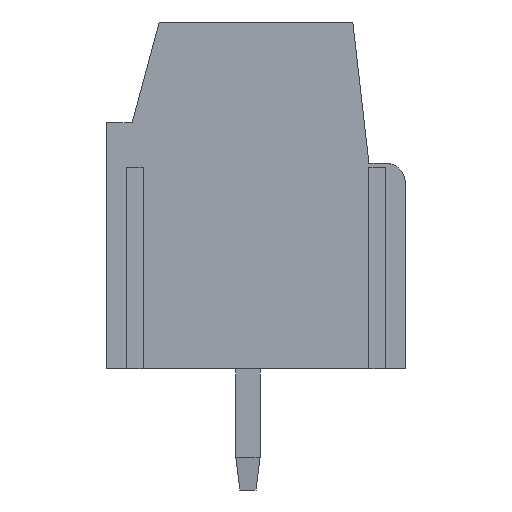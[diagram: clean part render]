
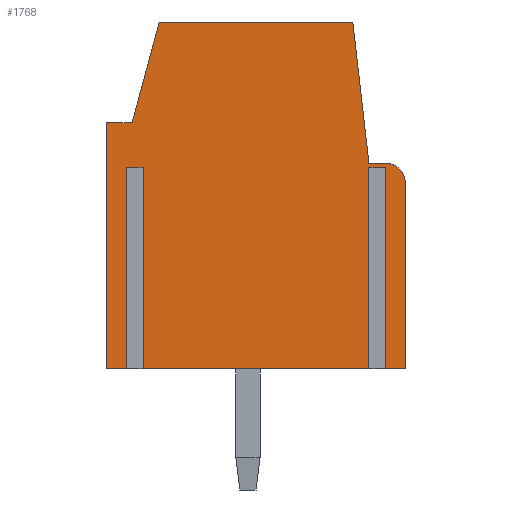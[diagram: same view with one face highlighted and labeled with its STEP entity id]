
A CAD part, left-side view. The second image highlights one B-rep face of the part: STEP entity #1768.
In plain terms, the highlighted planar face has unit normal (-1, 0, 0).
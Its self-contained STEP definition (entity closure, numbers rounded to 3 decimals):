
#422 = AXIS2_PLACEMENT_3D ( 'NONE', #4731, #5119, #16831 ) ;
#461 = DIRECTION ( 'NONE',  ( 0., 0., -1. ) ) ;
#492 = CARTESIAN_POINT ( 'NONE',  ( -8.75, 3.07, 6.1 ) ) ;
#769 = LINE ( 'NONE', #11099, #15222 ) ;
#770 = DIRECTION ( 'NONE',  ( 0., 1., 0. ) ) ;
#804 = CARTESIAN_POINT ( 'NONE',  ( -8.75, 2.4, 8.6 ) ) ;
#891 = ORIENTED_EDGE ( 'NONE', *, *, #4180, .T. ) ;
#1008 = ORIENTED_EDGE ( 'NONE', *, *, #11614, .F. ) ;
#1098 = CARTESIAN_POINT ( 'NONE',  ( -8.75, -3.2, 5. ) ) ;
#1594 = CARTESIAN_POINT ( 'NONE',  ( -8.75, -2.8, 0. ) ) ;
#1755 = DIRECTION ( 'NONE',  ( 0., 0.114, 0.994 ) ) ;
#1768 = ADVANCED_FACE ( 'NONE', ( #14262 ), #15699, .F. ) ;
#1907 = DIRECTION ( 'NONE',  ( 0., 0., -1. ) ) ;
#2040 = VERTEX_POINT ( 'NONE', #15787 ) ;
#2089 = VECTOR ( 'NONE', #1907, 1000. ) ;
#2095 = VECTOR ( 'NONE', #11281, 1000. ) ;
#2285 = CARTESIAN_POINT ( 'NONE',  ( -8.75, -2.8, 5. ) ) ;
#2353 = CARTESIAN_POINT ( 'NONE',  ( -8.75, 3.2, 0. ) ) ;
#2409 = LINE ( 'NONE', #16073, #3362 ) ;
#2496 = VERTEX_POINT ( 'NONE', #3909 ) ;
#2524 = EDGE_CURVE ( 'NONE', #7673, #15290, #15252, .T. ) ;
#2819 = EDGE_CURVE ( 'NONE', #16828, #13771, #14346, .T. ) ;
#2987 = DIRECTION ( 'NONE',  ( 0., -1., 0. ) ) ;
#3126 = VERTEX_POINT ( 'NONE', #10824 ) ;
#3235 = VERTEX_POINT ( 'NONE', #2285 ) ;
#3315 = CARTESIAN_POINT ( 'NONE',  ( -8.75, -3.2, 1.6 ) ) ;
#3362 = VECTOR ( 'NONE', #7658, 1000. ) ;
#3598 = ORIENTED_EDGE ( 'NONE', *, *, #8025, .F. ) ;
#3730 = VECTOR ( 'NONE', #10994, 1000. ) ;
#3909 = CARTESIAN_POINT ( 'NONE',  ( -8.75, -3.2, 5. ) ) ;
#3937 = DIRECTION ( 'NONE',  ( 0., -1., 0. ) ) ;
#3993 = ORIENTED_EDGE ( 'NONE', *, *, #16348, .F. ) ;
#4042 = LINE ( 'NONE', #17140, #18083 ) ;
#4180 = EDGE_CURVE ( 'NONE', #15290, #15909, #6216, .T. ) ;
#4420 = DIRECTION ( 'NONE',  ( 0., 0., 1. ) ) ;
#4727 = CARTESIAN_POINT ( 'NONE',  ( -8.75, -3.7, 5.1 ) ) ;
#4731 = CARTESIAN_POINT ( 'NONE',  ( -8.75, -3.2, 4.6 ) ) ;
#4928 = VECTOR ( 'NONE', #20657, 1000. ) ;
#5097 = LINE ( 'NONE', #19900, #2089 ) ;
#5119 = DIRECTION ( 'NONE',  ( -1., 0., 0. ) ) ;
#5124 = EDGE_CURVE ( 'NONE', #7673, #3126, #10180, .T. ) ;
#5380 = LINE ( 'NONE', #3315, #17776 ) ;
#5638 = EDGE_CURVE ( 'NONE', #5942, #17621, #5380, .T. ) ;
#5942 = VERTEX_POINT ( 'NONE', #15356 ) ;
#6216 = LINE ( 'NONE', #18234, #9337 ) ;
#6437 = VECTOR ( 'NONE', #461, 1000. ) ;
#6446 = EDGE_CURVE ( 'NONE', #3235, #12354, #15273, .T. ) ;
#6559 = VERTEX_POINT ( 'NONE', #804 ) ;
#6754 = VERTEX_POINT ( 'NONE', #17422 ) ;
#7110 = DIRECTION ( 'NONE',  ( 0., 1., 0. ) ) ;
#7447 = CARTESIAN_POINT ( 'NONE',  ( -8.75, -2.4, 8.6 ) ) ;
#7496 = ORIENTED_EDGE ( 'NONE', *, *, #12822, .F. ) ;
#7658 = DIRECTION ( 'NONE',  ( 0., -0.259, 0.966 ) ) ;
#7673 = VERTEX_POINT ( 'NONE', #13474 ) ;
#7716 = CARTESIAN_POINT ( 'NONE',  ( -8.75, 3.7, 8.6 ) ) ;
#8025 = EDGE_CURVE ( 'NONE', #3126, #6559, #2409, .T. ) ;
#8243 = DIRECTION ( 'NONE',  ( 1., 0., 0. ) ) ;
#8354 = DIRECTION ( 'NONE',  ( 0., 0., -1. ) ) ;
#8647 = CARTESIAN_POINT ( 'NONE',  ( -8.75, 3.7, 8.6 ) ) ;
#8766 = DIRECTION ( 'NONE',  ( 0., -1., 0. ) ) ;
#9038 = ORIENTED_EDGE ( 'NONE', *, *, #5124, .F. ) ;
#9091 = LINE ( 'NONE', #8647, #12265 ) ;
#9092 = VECTOR ( 'NONE', #2987, 1000. ) ;
#9200 = EDGE_CURVE ( 'NONE', #14200, #15909, #5097, .T. ) ;
#9337 = VECTOR ( 'NONE', #16396, 1000. ) ;
#9725 = EDGE_CURVE ( 'NONE', #6754, #12354, #18275, .T. ) ;
#10180 = LINE ( 'NONE', #492, #21307 ) ;
#10824 = CARTESIAN_POINT ( 'NONE',  ( -8.75, 3.07, 6.1 ) ) ;
#10993 = EDGE_CURVE ( 'NONE', #2496, #3235, #20617, .T. ) ;
#10994 = DIRECTION ( 'NONE',  ( 0., 0., 1. ) ) ;
#11099 = CARTESIAN_POINT ( 'NONE',  ( -8.75, 2.8, 5. ) ) ;
#11281 = DIRECTION ( 'NONE',  ( 0., 0., -1. ) ) ;
#11552 = EDGE_CURVE ( 'NONE', #6559, #17621, #9091, .T. ) ;
#11614 = EDGE_CURVE ( 'NONE', #2040, #13771, #19152, .T. ) ;
#12265 = VECTOR ( 'NONE', #8766, 1000. ) ;
#12354 = VERTEX_POINT ( 'NONE', #1594 ) ;
#12822 = EDGE_CURVE ( 'NONE', #5942, #17029, #18096, .T. ) ;
#13112 = EDGE_CURVE ( 'NONE', #2040, #17029, #20725, .T. ) ;
#13474 = CARTESIAN_POINT ( 'NONE',  ( -8.75, 3.7, 6.1 ) ) ;
#13771 = VERTEX_POINT ( 'NONE', #16329 ) ;
#14002 = ORIENTED_EDGE ( 'NONE', *, *, #9725, .T. ) ;
#14200 = VERTEX_POINT ( 'NONE', #16839 ) ;
#14262 = FACE_OUTER_BOUND ( 'NONE', #18428, .T. ) ;
#14309 = CARTESIAN_POINT ( 'NONE',  ( -8.75, -3.7, 8.6 ) ) ;
#14346 = LINE ( 'NONE', #19088, #15263 ) ;
#14526 = ORIENTED_EDGE ( 'NONE', *, *, #11552, .F. ) ;
#14877 = ORIENTED_EDGE ( 'NONE', *, *, #2819, .T. ) ;
#15222 = VECTOR ( 'NONE', #4420, 1000. ) ;
#15252 = LINE ( 'NONE', #15475, #6437 ) ;
#15263 = VECTOR ( 'NONE', #19505, 1000. ) ;
#15273 = LINE ( 'NONE', #20765, #4928 ) ;
#15290 = VERTEX_POINT ( 'NONE', #19361 ) ;
#15319 = VERTEX_POINT ( 'NONE', #15526 ) ;
#15356 = CARTESIAN_POINT ( 'NONE',  ( -8.75, -2.8, 5.1 ) ) ;
#15475 = CARTESIAN_POINT ( 'NONE',  ( -8.75, 3.7, 8.6 ) ) ;
#15526 = CARTESIAN_POINT ( 'NONE',  ( -8.75, 2.8, 5. ) ) ;
#15699 = PLANE ( 'NONE',  #19906 ) ;
#15749 = ORIENTED_EDGE ( 'NONE', *, *, #13112, .T. ) ;
#15787 = CARTESIAN_POINT ( 'NONE',  ( -8.75, -3.7, 4.6 ) ) ;
#15795 = CARTESIAN_POINT ( 'NONE',  ( -8.75, -3.2, 5. ) ) ;
#15807 = ORIENTED_EDGE ( 'NONE', *, *, #10993, .F. ) ;
#15909 = VERTEX_POINT ( 'NONE', #2353 ) ;
#16073 = CARTESIAN_POINT ( 'NONE',  ( -8.75, 2.4, 8.6 ) ) ;
#16293 = EDGE_CURVE ( 'NONE', #6754, #15319, #769, .T. ) ;
#16329 = CARTESIAN_POINT ( 'NONE',  ( -8.75, -3.7, 0. ) ) ;
#16330 = CARTESIAN_POINT ( 'NONE',  ( -8.75, 3.7, 0. ) ) ;
#16348 = EDGE_CURVE ( 'NONE', #16828, #2496, #17525, .T. ) ;
#16396 = DIRECTION ( 'NONE',  ( 0., -1., 0. ) ) ;
#16432 = ORIENTED_EDGE ( 'NONE', *, *, #9200, .F. ) ;
#16828 = VERTEX_POINT ( 'NONE', #21093 ) ;
#16831 = DIRECTION ( 'NONE',  ( 0., 0., -1. ) ) ;
#16839 = CARTESIAN_POINT ( 'NONE',  ( -8.75, 3.2, 5. ) ) ;
#17029 = VERTEX_POINT ( 'NONE', #18868 ) ;
#17140 = CARTESIAN_POINT ( 'NONE',  ( -8.75, 3.2, 5. ) ) ;
#17162 = VECTOR ( 'NONE', #770, 1000. ) ;
#17422 = CARTESIAN_POINT ( 'NONE',  ( -8.75, 2.8, 0. ) ) ;
#17474 = ORIENTED_EDGE ( 'NONE', *, *, #5638, .T. ) ;
#17500 = ORIENTED_EDGE ( 'NONE', *, *, #19113, .F. ) ;
#17525 = LINE ( 'NONE', #1098, #3730 ) ;
#17621 = VERTEX_POINT ( 'NONE', #7447 ) ;
#17652 = ORIENTED_EDGE ( 'NONE', *, *, #6446, .F. ) ;
#17776 = VECTOR ( 'NONE', #1755, 1000. ) ;
#18083 = VECTOR ( 'NONE', #7110, 1000. ) ;
#18096 = LINE ( 'NONE', #4727, #21393 ) ;
#18234 = CARTESIAN_POINT ( 'NONE',  ( -8.75, 3.7, 0. ) ) ;
#18275 = LINE ( 'NONE', #16330, #9092 ) ;
#18428 = EDGE_LOOP ( 'NONE', ( #17652, #15807, #3993, #14877, #1008, #15749, #7496, #17474, #14526, #3598, #9038, #19041, #891, #16432, #17500, #19421, #14002 ) ) ;
#18868 = CARTESIAN_POINT ( 'NONE',  ( -8.75, -3.2, 5.1 ) ) ;
#19041 = ORIENTED_EDGE ( 'NONE', *, *, #2524, .T. ) ;
#19088 = CARTESIAN_POINT ( 'NONE',  ( -8.75, 3.7, 0. ) ) ;
#19113 = EDGE_CURVE ( 'NONE', #15319, #14200, #4042, .T. ) ;
#19152 = LINE ( 'NONE', #14309, #2095 ) ;
#19361 = CARTESIAN_POINT ( 'NONE',  ( -8.75, 3.7, 0. ) ) ;
#19421 = ORIENTED_EDGE ( 'NONE', *, *, #16293, .F. ) ;
#19505 = DIRECTION ( 'NONE',  ( 0., -1., 0. ) ) ;
#19625 = DIRECTION ( 'NONE',  ( 0., -1., 0. ) ) ;
#19900 = CARTESIAN_POINT ( 'NONE',  ( -8.75, 3.2, 5. ) ) ;
#19906 = AXIS2_PLACEMENT_3D ( 'NONE', #7716, #8243, #8354 ) ;
#20617 = LINE ( 'NONE', #15795, #17162 ) ;
#20657 = DIRECTION ( 'NONE',  ( 0., 0., -1. ) ) ;
#20725 = CIRCLE ( 'NONE', #422, 0.5 ) ;
#20765 = CARTESIAN_POINT ( 'NONE',  ( -8.75, -2.8, 5. ) ) ;
#21093 = CARTESIAN_POINT ( 'NONE',  ( -8.75, -3.2, 0. ) ) ;
#21307 = VECTOR ( 'NONE', #3937, 1000. ) ;
#21393 = VECTOR ( 'NONE', #19625, 1000. ) ;
